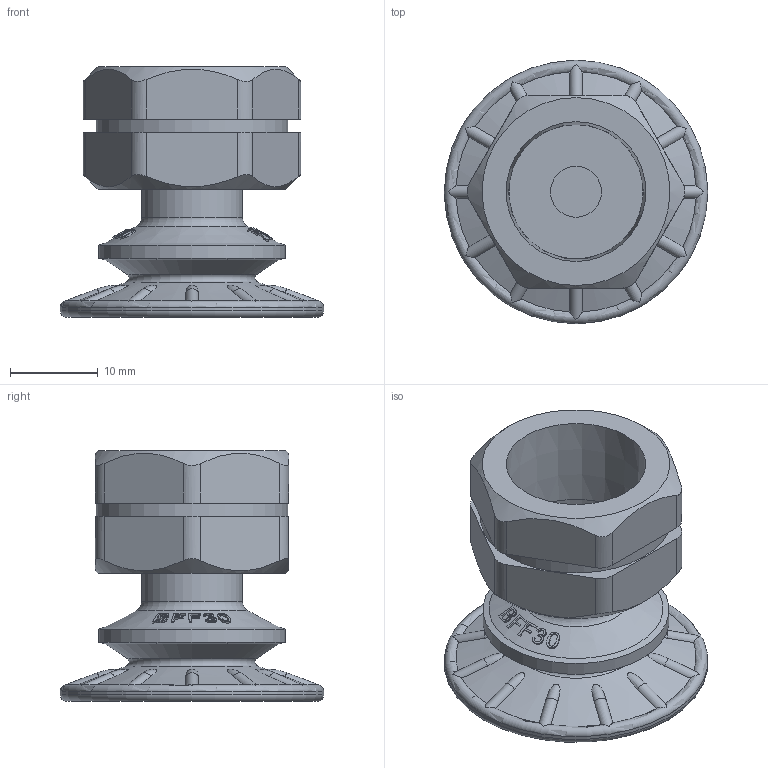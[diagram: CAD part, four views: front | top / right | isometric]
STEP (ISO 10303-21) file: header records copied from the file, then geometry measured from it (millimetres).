
FILE_DESCRIPTION( ( 'Unknown' ), '1' );
FILE_NAME( 'SE-0409825.stp', 'Unknown', ( 'Unknown' ), ( 'Unknown' ), 'PSStep 17.0.49', 'Unknown', ' ' );
FILE_SCHEMA( ( 'AUTOMOTIVE_DESIGN { 1 0 10303 214 1 1 1 1 }' ) );
Length unit declared in the file: millimetre
Products named in the file (3): Assem1; SE-0402985; SE-0409499
Assembly tree (2 placements, depth 2):
  Assem1
    SE-0402985
    SE-0409499
Bounding box: 30 x 30 x 28.58 mm (x, y, z)
Volume: 7834.5 mm3; surface area: 5075 mm2
Topology: 2 solids, 2 shells, 273 faces, 742 edges, 495 vertices
Faces by surface type: bspline 157, plane 37, cylinder 36, cone 27, torus 16
Full cylindrical faces by diameter (mm): 5.8 x1, 8 x1, 10 x1, 11.496 x1, 15.281 x1, 21.229 x1, 21.785 x1, 30.001 x1
Entity records: 13387 total; most frequent: CARTESIAN_POINT 5940, ORIENTED_EDGE 1410, EDGE_CURVE 705, B_SPLINE_CURVE_WITH_KNOTS 553, VERTEX_POINT 483, DIRECTION 460, EDGE_LOOP 319, FACE_OUTER_BOUND 286
